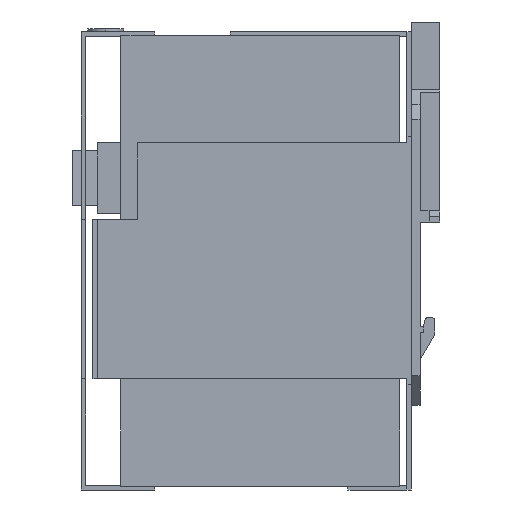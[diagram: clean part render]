
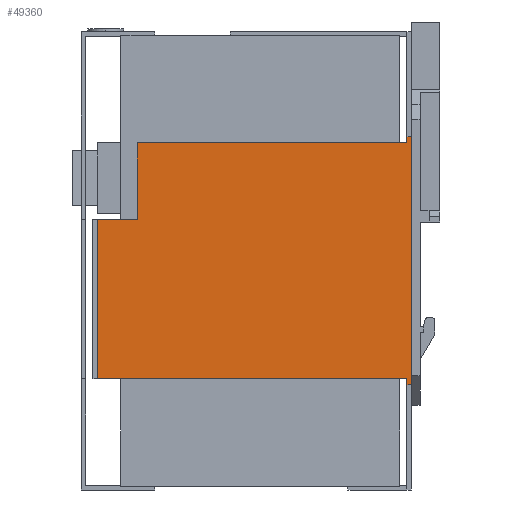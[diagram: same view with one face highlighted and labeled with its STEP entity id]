
A CAD part, left-side view. The second image highlights one B-rep face of the part: STEP entity #49360.
In plain terms, the highlighted planar face has unit normal (-1, 0, 0).
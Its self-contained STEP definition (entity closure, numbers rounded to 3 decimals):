
#1170=CARTESIAN_POINT('',(-67.5,106.5,-40.));
#1180=VERTEX_POINT('',#1170);
#1210=CARTESIAN_POINT('',(-67.5,0.,-40.));
#1220=DIRECTION('',(0.,-1.,0.));
#1230=VECTOR('',#1220,1.);
#1240=LINE('',#1210,#1230);
#1250=CARTESIAN_POINT('',(-67.5,1.5,-40.));
#1260=VERTEX_POINT('',#1250);
#1270=EDGE_CURVE('',#1180,#1260,#1240,.T.);
#2050=CARTESIAN_POINT('',(-67.5,0.,14.));
#2060=DIRECTION('',(0.,-1.,0.));
#2070=VECTOR('',#2060,1.);
#2080=LINE('',#2050,#2070);
#2090=CARTESIAN_POINT('',(-67.5,106.5,14.));
#2100=VERTEX_POINT('',#2090);
#2110=CARTESIAN_POINT('',(-67.5,93.,14.));
#2120=VERTEX_POINT('',#2110);
#2130=EDGE_CURVE('',#2100,#2120,#2080,.T.);
#24640=CARTESIAN_POINT('',(-67.5,0.,-42.));
#24650=VERTEX_POINT('',#24640);
#24680=CARTESIAN_POINT('',(-67.5,0.,0.));
#24690=DIRECTION('',(0.,0.,-1.));
#24700=VECTOR('',#24690,1.);
#24710=LINE('',#24680,#24700);
#24720=CARTESIAN_POINT('',(-67.5,0.,42.));
#24730=VERTEX_POINT('',#24720);
#24740=EDGE_CURVE('',#24730,#24650,#24710,.T.);
#27220=CARTESIAN_POINT('',(-67.5,1.5,42.));
#27230=VERTEX_POINT('',#27220);
#27260=CARTESIAN_POINT('',(-67.5,1.5,0.));
#27270=DIRECTION('',(0.,0.,-1.));
#27280=VECTOR('',#27270,1.);
#27290=LINE('',#27260,#27280);
#27300=CARTESIAN_POINT('',(-67.5,1.5,40.));
#27310=VERTEX_POINT('',#27300);
#27320=EDGE_CURVE('',#27230,#27310,#27290,.T.);
#27490=CARTESIAN_POINT('',(-67.5,1.5,0.));
#27500=DIRECTION('',(0.,0.,-1.));
#27510=VECTOR('',#27500,1.);
#27520=LINE('',#27490,#27510);
#27530=CARTESIAN_POINT('',(-67.5,1.5,-42.));
#27540=VERTEX_POINT('',#27530);
#27550=EDGE_CURVE('',#1260,#27540,#27520,.T.);
#48920=CARTESIAN_POINT('',(-67.5,0.,-37.25));
#48930=DIRECTION('',(1.,-0.,0.));
#48940=DIRECTION('',(0.,0.,-1.));
#48950=AXIS2_PLACEMENT_3D('',#48920,#48930,#48940);
#48960=PLANE('',#48950);
#48970=ORIENTED_EDGE('',*,*,#24740,.F.);
#48980=CARTESIAN_POINT('',(-67.5,0.,-42.));
#48990=DIRECTION('',(0.,-1.,0.));
#49000=VECTOR('',#48990,1.);
#49010=LINE('',#48980,#49000);
#49020=EDGE_CURVE('',#27540,#24650,#49010,.T.);
#49030=ORIENTED_EDGE('',*,*,#49020,.T.);
#49040=ORIENTED_EDGE('',*,*,#27550,.T.);
#49050=ORIENTED_EDGE('',*,*,#1270,.T.);
#49060=CARTESIAN_POINT('',(-67.5,106.5,0.));
#49070=DIRECTION('',(0.,0.,-1.));
#49080=VECTOR('',#49070,1.);
#49090=LINE('',#49060,#49080);
#49100=EDGE_CURVE('',#2100,#1180,#49090,.T.);
#49110=ORIENTED_EDGE('',*,*,#49100,.T.);
#49120=ORIENTED_EDGE('',*,*,#2130,.F.);
#49130=CARTESIAN_POINT('',(-67.5,93.,0.));
#49140=DIRECTION('',(0.,0.,1.));
#49150=VECTOR('',#49140,1.);
#49160=LINE('',#49130,#49150);
#49170=CARTESIAN_POINT('',(-67.5,93.,40.));
#49180=VERTEX_POINT('',#49170);
#49190=EDGE_CURVE('',#2120,#49180,#49160,.T.);
#49200=ORIENTED_EDGE('',*,*,#49190,.F.);
#49210=CARTESIAN_POINT('',(-67.5,0.,40.));
#49220=DIRECTION('',(0.,-1.,0.));
#49230=VECTOR('',#49220,1.);
#49240=LINE('',#49210,#49230);
#49250=EDGE_CURVE('',#49180,#27310,#49240,.T.);
#49260=ORIENTED_EDGE('',*,*,#49250,.F.);
#49270=ORIENTED_EDGE('',*,*,#27320,.T.);
#49280=CARTESIAN_POINT('',(-67.5,0.,42.));
#49290=DIRECTION('',(0.,-1.,0.));
#49300=VECTOR('',#49290,1.);
#49310=LINE('',#49280,#49300);
#49320=EDGE_CURVE('',#27230,#24730,#49310,.T.);
#49330=ORIENTED_EDGE('',*,*,#49320,.F.);
#49340=EDGE_LOOP('',(#49330,#49270,#49260,#49200,#49120,#49110,#49050,
#49040,#49030,#48970));
#49350=FACE_OUTER_BOUND('',#49340,.T.);
#49360=ADVANCED_FACE('',(#49350),#48960,.F.);
